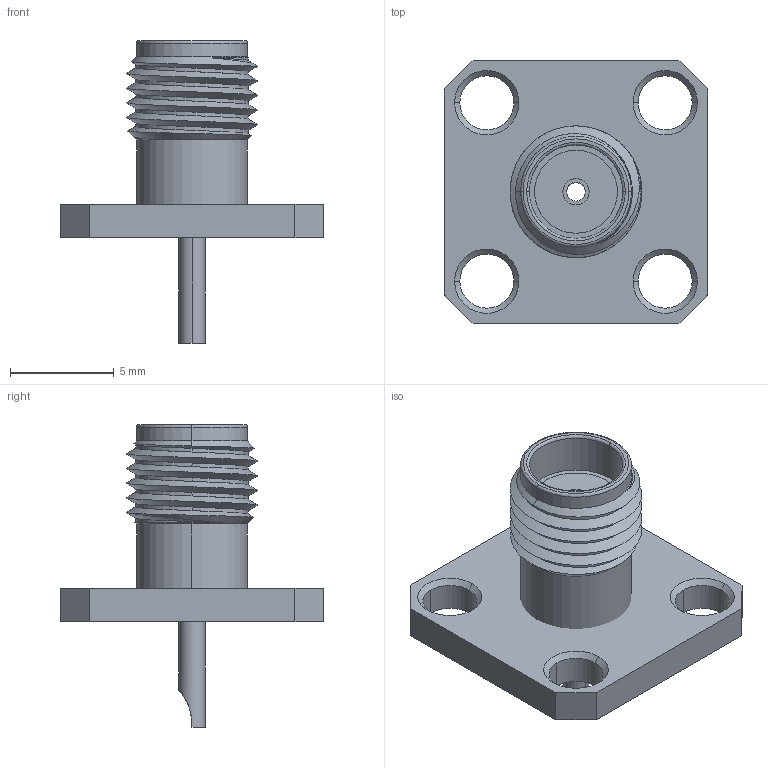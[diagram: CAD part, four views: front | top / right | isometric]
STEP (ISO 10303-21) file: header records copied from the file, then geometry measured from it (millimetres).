
FILE_DESCRIPTION (( 'STEP AP214' ), '1' );
FILE_NAME ('32K421-200E3.STEP', '2019-04-15T01:00:16', ( '' ), ( '' ), 'SwSTEP 2.0', 'SolidWorks 2018', '' );
FILE_SCHEMA (( 'AUTOMOTIVE_DESIGN' ));
Length unit declared in the file: millimetre
Products named in the file (1): 32K421-200E3
Bounding box: 12.7 x 12.7 x 14.6 mm (x, y, z)
Volume: 389.8 mm3; surface area: 728.6 mm2
Topology: 2 solids, 2 shells, 97 faces, 239 edges, 150 vertices
Faces by surface type: cylinder 57, plane 18, cone 14, torus 4, bspline 4
Entity records: 3838 total; most frequent: CARTESIAN_POINT 1559, ORIENTED_EDGE 478, DIRECTION 435, EDGE_CURVE 239, AXIS2_PLACEMENT_3D 169, VERTEX_POINT 150, EDGE_LOOP 113, ADVANCED_FACE 97
